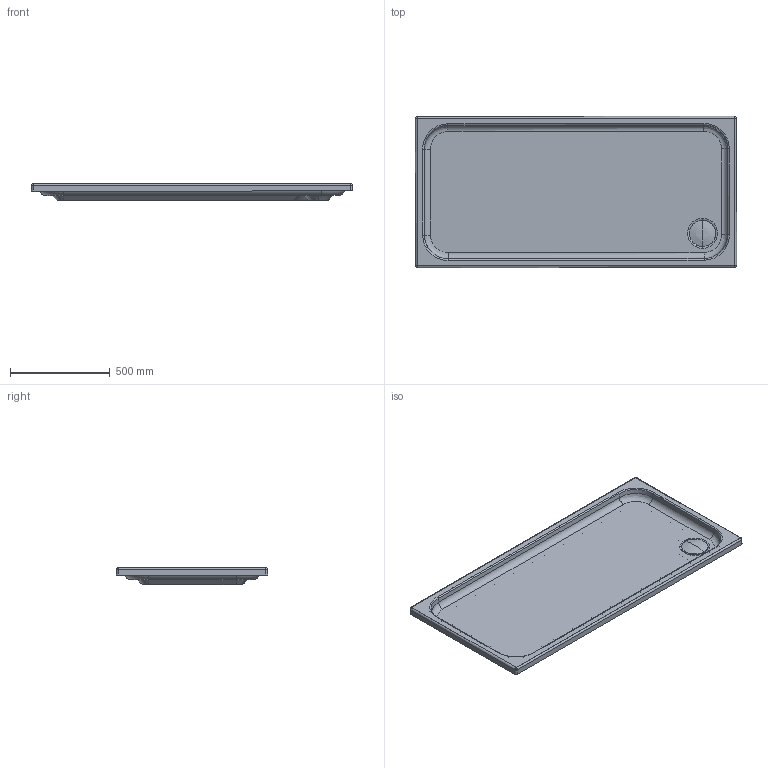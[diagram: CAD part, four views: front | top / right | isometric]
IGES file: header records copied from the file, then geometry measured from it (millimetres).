
Global section: file name: No Iges File Name specified; native system: Autodesk Inventor 2011; preprocessor: AutoDesk Inventor Iges Exporter R2011; author: Administrator; date: 20150829.175429; units: millimetre
Bounding box: 1605.82 x 756.76 x 85.18 mm (x, y, z)
Volume: 25093683 mm3; surface area: 3094971.2 mm2
Topology: 2 solids, 2 shells, 133 faces, 318 edges, 185 vertices
Faces by surface type: plane 39, revolution 29, cylinder 22, bspline 18, torus 12, cone 9, sphere 4
